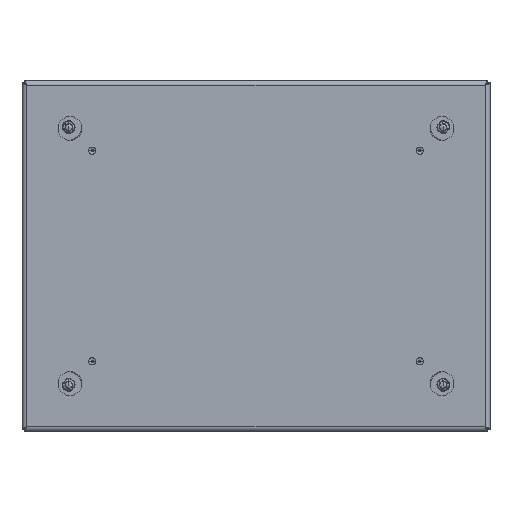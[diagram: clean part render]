
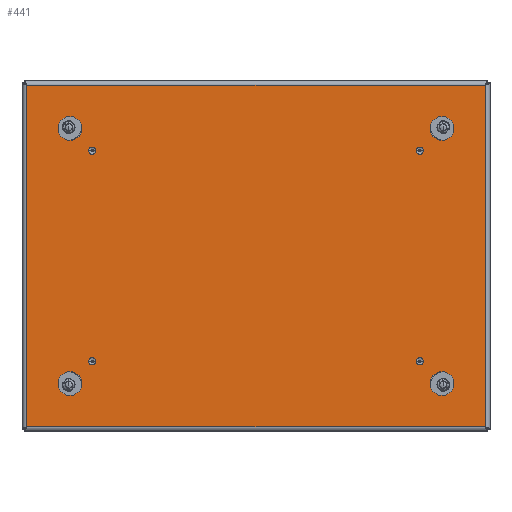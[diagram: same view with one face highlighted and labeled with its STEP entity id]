
A CAD part, front view. The second image highlights one B-rep face of the part: STEP entity #441.
In plain terms, the highlighted planar face has unit normal (0, -1, 0).
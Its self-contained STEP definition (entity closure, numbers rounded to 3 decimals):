
#441=ADVANCED_FACE('',(#2120,#2121,#2122,#2123,#2124,#2125,#2126,#2127,#2128),#2129,.F.);
#2120=FACE_OUTER_BOUND('',#5746,.T.);
#2121=FACE_BOUND('',#5747,.T.);
#2122=FACE_BOUND('',#5748,.T.);
#2123=FACE_BOUND('',#5749,.T.);
#2124=FACE_BOUND('',#5750,.T.);
#2125=FACE_BOUND('',#5751,.T.);
#2126=FACE_BOUND('',#5752,.T.);
#2127=FACE_BOUND('',#5753,.T.);
#2128=FACE_BOUND('',#5754,.T.);
#2129=PLANE('',#5755);
#5746=EDGE_LOOP('',(#28433,#28434,#28435,#28436));
#5747=EDGE_LOOP('',(#28437,#28438));
#5748=EDGE_LOOP('',(#28439,#28440));
#5749=EDGE_LOOP('',(#28441,#28442));
#5750=EDGE_LOOP('',(#28443,#28444));
#5751=EDGE_LOOP('',(#28445,#28446));
#5752=EDGE_LOOP('',(#28447,#28448));
#5753=EDGE_LOOP('',(#28449,#28450));
#5754=EDGE_LOOP('',(#28451,#28452));
#5755=AXIS2_PLACEMENT_3D('',#28453,#28454,#28455);
#28433=ORIENTED_EDGE('',*,*,#40901,.F.);
#28434=ORIENTED_EDGE('',*,*,#40902,.F.);
#28435=ORIENTED_EDGE('',*,*,#40903,.F.);
#28436=ORIENTED_EDGE('',*,*,#40900,.F.);
#28437=ORIENTED_EDGE('',*,*,#40904,.T.);
#28438=ORIENTED_EDGE('',*,*,#40905,.T.);
#28439=ORIENTED_EDGE('',*,*,#40906,.T.);
#28440=ORIENTED_EDGE('',*,*,#40907,.T.);
#28441=ORIENTED_EDGE('',*,*,#40908,.T.);
#28442=ORIENTED_EDGE('',*,*,#40909,.T.);
#28443=ORIENTED_EDGE('',*,*,#40910,.T.);
#28444=ORIENTED_EDGE('',*,*,#40911,.T.);
#28445=ORIENTED_EDGE('',*,*,#40912,.F.);
#28446=ORIENTED_EDGE('',*,*,#40913,.F.);
#28447=ORIENTED_EDGE('',*,*,#40914,.T.);
#28448=ORIENTED_EDGE('',*,*,#40915,.T.);
#28449=ORIENTED_EDGE('',*,*,#40916,.T.);
#28450=ORIENTED_EDGE('',*,*,#40917,.T.);
#28451=ORIENTED_EDGE('',*,*,#40918,.F.);
#28452=ORIENTED_EDGE('',*,*,#40919,.F.);
#28453=CARTESIAN_POINT('',(0.0,0.0,0.0));
#28454=DIRECTION('',(0.0,1.0,0.0));
#28455=DIRECTION('',(1.0,0.0,-0.0));
#40900=EDGE_CURVE('',#44949,#44944,#44951,.T.);
#40901=EDGE_CURVE('',#44952,#44949,#44953,.T.);
#40902=EDGE_CURVE('',#44954,#44952,#44955,.T.);
#40903=EDGE_CURVE('',#44944,#44954,#44956,.T.);
#40904=EDGE_CURVE('',#44957,#44958,#44959,.T.);
#40905=EDGE_CURVE('',#44958,#44957,#44960,.T.);
#40906=EDGE_CURVE('',#44961,#44962,#44963,.T.);
#40907=EDGE_CURVE('',#44962,#44961,#44964,.T.);
#40908=EDGE_CURVE('',#44965,#44966,#44967,.T.);
#40909=EDGE_CURVE('',#44966,#44965,#44968,.T.);
#40910=EDGE_CURVE('',#44969,#44970,#44971,.T.);
#40911=EDGE_CURVE('',#44970,#44969,#44972,.T.);
#40912=EDGE_CURVE('',#44973,#44974,#44975,.T.);
#40913=EDGE_CURVE('',#44974,#44973,#44976,.T.);
#40914=EDGE_CURVE('',#44977,#44978,#44979,.T.);
#40915=EDGE_CURVE('',#44978,#44977,#44980,.T.);
#40916=EDGE_CURVE('',#44981,#44982,#44983,.T.);
#40917=EDGE_CURVE('',#44982,#44981,#44984,.T.);
#40918=EDGE_CURVE('',#44985,#44986,#44987,.T.);
#40919=EDGE_CURVE('',#44986,#44985,#44988,.T.);
#44944=VERTEX_POINT('',#51405);
#44949=VERTEX_POINT('',#51425);
#44951=LINE('',#51434,#51435);
#44952=VERTEX_POINT('',#51436);
#44953=LINE('',#51437,#51438);
#44954=VERTEX_POINT('',#51439);
#44955=LINE('',#51440,#51441);
#44956=LINE('',#51442,#51443);
#44957=VERTEX_POINT('',#51444);
#44958=VERTEX_POINT('',#51445);
#44959=CIRCLE('',#51446,5.1);
#44960=CIRCLE('',#51447,5.1);
#44961=VERTEX_POINT('',#51448);
#44962=VERTEX_POINT('',#51449);
#44963=CIRCLE('',#51450,5.1);
#44964=CIRCLE('',#51451,5.1);
#44965=VERTEX_POINT('',#51452);
#44966=VERTEX_POINT('',#51453);
#44967=CIRCLE('',#51454,5.1);
#44968=CIRCLE('',#51455,5.1);
#44969=VERTEX_POINT('',#51456);
#44970=VERTEX_POINT('',#51457);
#44971=CIRCLE('',#51458,5.1);
#44972=CIRCLE('',#51459,5.1);
#44973=VERTEX_POINT('',#51460);
#44974=VERTEX_POINT('',#51461);
#44975=CIRCLE('',#51462,1.536);
#44976=CIRCLE('',#51463,1.536);
#44977=VERTEX_POINT('',#51464);
#44978=VERTEX_POINT('',#51465);
#44979=CIRCLE('',#51466,1.536);
#44980=CIRCLE('',#51467,1.536);
#44981=VERTEX_POINT('',#51468);
#44982=VERTEX_POINT('',#51469);
#44983=CIRCLE('',#51470,1.536);
#44984=CIRCLE('',#51471,1.536);
#44985=VERTEX_POINT('',#51472);
#44986=VERTEX_POINT('',#51473);
#44987=CIRCLE('',#51474,1.536);
#44988=CIRCLE('',#51475,1.536);
#51405=CARTESIAN_POINT('',(-98.0,0.0,73.0));
#51425=CARTESIAN_POINT('',(-98.0,0.0,-73.0));
#51434=CARTESIAN_POINT('',(-98.0,0.0,-73.0));
#51435=VECTOR('',#71081,146.0);
#51436=CARTESIAN_POINT('',(98.0,0.0,-73.0));
#51437=CARTESIAN_POINT('',(98.0,0.0,-73.0));
#51438=VECTOR('',#71082,196.0);
#51439=CARTESIAN_POINT('',(98.0,0.0,73.0));
#51440=CARTESIAN_POINT('',(98.0,0.0,73.0));
#51441=VECTOR('',#71083,146.0);
#51442=CARTESIAN_POINT('',(-98.0,0.0,73.0));
#51443=VECTOR('',#71084,196.0);
#51444=CARTESIAN_POINT('',(84.6,0.0,54.5));
#51445=CARTESIAN_POINT('',(74.4,0.0,54.5));
#51446=AXIS2_PLACEMENT_3D('',#71085,#71086,#71087);
#51447=AXIS2_PLACEMENT_3D('',#71088,#71089,#71090);
#51448=CARTESIAN_POINT('',(-74.4,0.0,54.5));
#51449=CARTESIAN_POINT('',(-84.6,0.0,54.5));
#51450=AXIS2_PLACEMENT_3D('',#71091,#71092,#71093);
#51451=AXIS2_PLACEMENT_3D('',#71094,#71095,#71096);
#51452=CARTESIAN_POINT('',(-74.4,0.0,-54.5));
#51453=CARTESIAN_POINT('',(-84.6,0.0,-54.5));
#51454=AXIS2_PLACEMENT_3D('',#71097,#71098,#71099);
#51455=AXIS2_PLACEMENT_3D('',#71100,#71101,#71102);
#51456=CARTESIAN_POINT('',(84.6,0.0,-54.5));
#51457=CARTESIAN_POINT('',(74.4,0.0,-54.5));
#51458=AXIS2_PLACEMENT_3D('',#71103,#71104,#71105);
#51459=AXIS2_PLACEMENT_3D('',#71106,#71107,#71108);
#51460=CARTESIAN_POINT('',(71.536,0.0,-45.0));
#51461=CARTESIAN_POINT('',(68.464,0.0,-45.0));
#51462=AXIS2_PLACEMENT_3D('',#71109,#71110,#71111);
#51463=AXIS2_PLACEMENT_3D('',#71112,#71113,#71114);
#51464=CARTESIAN_POINT('',(71.536,0.0,45.0));
#51465=CARTESIAN_POINT('',(68.464,0.0,45.0));
#51466=AXIS2_PLACEMENT_3D('',#71115,#71116,#71117);
#51467=AXIS2_PLACEMENT_3D('',#71118,#71119,#71120);
#51468=CARTESIAN_POINT('',(-71.536,0.0,-45.0));
#51469=CARTESIAN_POINT('',(-68.464,0.0,-45.0));
#51470=AXIS2_PLACEMENT_3D('',#71121,#71122,#71123);
#51471=AXIS2_PLACEMENT_3D('',#71124,#71125,#71126);
#51472=CARTESIAN_POINT('',(-71.536,0.0,45.0));
#51473=CARTESIAN_POINT('',(-68.464,0.0,45.0));
#51474=AXIS2_PLACEMENT_3D('',#71127,#71128,#71129);
#51475=AXIS2_PLACEMENT_3D('',#71130,#71131,#71132);
#71081=DIRECTION('',(0.0,0.0,1.0));
#71082=DIRECTION('',(-1.0,0.0,0.0));
#71083=DIRECTION('',(0.0,0.0,-1.0));
#71084=DIRECTION('',(1.0,0.0,0.0));
#71085=CARTESIAN_POINT('',(79.5,0.0,54.5));
#71086=DIRECTION('',(-0.0,1.0,0.0));
#71087=DIRECTION('',(1.0,0.0,0.0));
#71088=CARTESIAN_POINT('',(79.5,0.0,54.5));
#71089=DIRECTION('',(0.0,1.0,0.0));
#71090=DIRECTION('',(-1.0,0.0,0.0));
#71091=CARTESIAN_POINT('',(-79.5,0.0,54.5));
#71092=DIRECTION('',(-0.0,1.0,0.0));
#71093=DIRECTION('',(1.0,0.0,0.0));
#71094=CARTESIAN_POINT('',(-79.5,0.0,54.5));
#71095=DIRECTION('',(0.0,1.0,0.0));
#71096=DIRECTION('',(-1.0,0.0,0.0));
#71097=CARTESIAN_POINT('',(-79.5,0.0,-54.5));
#71098=DIRECTION('',(-0.0,1.0,0.0));
#71099=DIRECTION('',(1.0,0.0,0.0));
#71100=CARTESIAN_POINT('',(-79.5,0.0,-54.5));
#71101=DIRECTION('',(0.0,1.0,0.0));
#71102=DIRECTION('',(-1.0,0.0,0.0));
#71103=CARTESIAN_POINT('',(79.5,0.0,-54.5));
#71104=DIRECTION('',(-0.0,1.0,0.0));
#71105=DIRECTION('',(1.0,0.0,0.0));
#71106=CARTESIAN_POINT('',(79.5,0.0,-54.5));
#71107=DIRECTION('',(0.0,1.0,0.0));
#71108=DIRECTION('',(-1.0,0.0,0.0));
#71109=CARTESIAN_POINT('',(70.0,0.0,-45.0));
#71110=DIRECTION('',(0.0,-1.0,0.0));
#71111=DIRECTION('',(1.0,0.0,0.0));
#71112=CARTESIAN_POINT('',(70.0,0.0,-45.0));
#71113=DIRECTION('',(0.0,-1.0,0.0));
#71114=DIRECTION('',(-1.0,0.0,0.0));
#71115=CARTESIAN_POINT('',(70.0,0.0,45.0));
#71116=DIRECTION('',(-0.0,1.0,0.0));
#71117=DIRECTION('',(1.0,0.0,0.0));
#71118=CARTESIAN_POINT('',(70.0,0.0,45.0));
#71119=DIRECTION('',(0.0,1.0,0.0));
#71120=DIRECTION('',(-1.0,0.0,0.0));
#71121=CARTESIAN_POINT('',(-70.0,0.0,-45.0));
#71122=DIRECTION('',(0.0,1.0,0.0));
#71123=DIRECTION('',(-1.0,0.0,0.0));
#71124=CARTESIAN_POINT('',(-70.0,0.0,-45.0));
#71125=DIRECTION('',(-0.0,1.0,0.0));
#71126=DIRECTION('',(1.0,0.0,0.0));
#71127=CARTESIAN_POINT('',(-70.0,0.0,45.0));
#71128=DIRECTION('',(0.0,-1.0,0.0));
#71129=DIRECTION('',(-1.0,0.0,0.0));
#71130=CARTESIAN_POINT('',(-70.0,0.0,45.0));
#71131=DIRECTION('',(0.0,-1.0,0.0));
#71132=DIRECTION('',(1.0,0.0,0.0));
